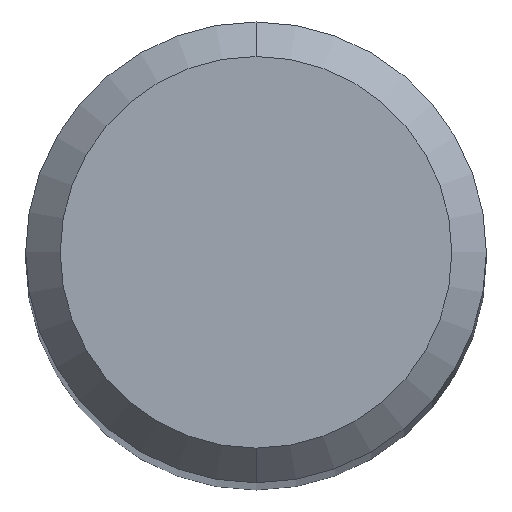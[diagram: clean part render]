
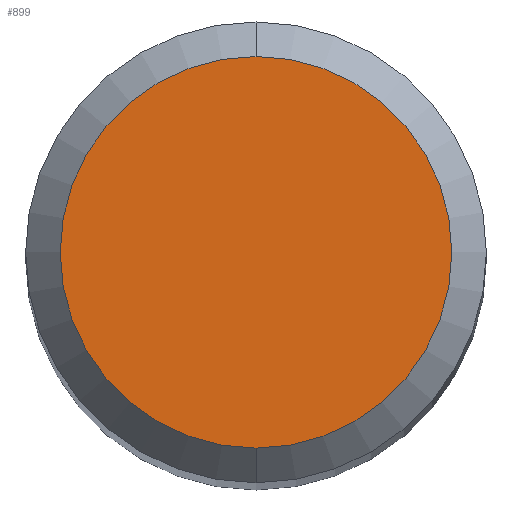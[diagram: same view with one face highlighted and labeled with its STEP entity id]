
A CAD part, top view. The second image highlights one B-rep face of the part: STEP entity #899.
In plain terms, the highlighted planar face has unit normal (0, 0, 1).
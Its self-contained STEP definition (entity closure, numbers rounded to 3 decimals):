
#899=ADVANCED_FACE('',(#1764),#1765,.T.);
#931=VERTEX_POINT('',#1799);
#1105=EDGE_CURVE('',#931,#1199,#1991,.T.);
#1137=EDGE_CURVE('',#1199,#931,#2028,.T.);
#1199=VERTEX_POINT('',#2094);
#1764=FACE_OUTER_BOUND('',#4220,.T.);
#1765=PLANE('',#4221);
#1799=CARTESIAN_POINT('',(0.,-1.7,0.0));
#1991=CIRCLE('',#5052,1.7);
#2028=CIRCLE('',#5244,1.7);
#2094=CARTESIAN_POINT('',(0.0,1.7,0.0));
#4220=EDGE_LOOP('',(#6206,#6207));
#4221=AXIS2_PLACEMENT_3D('',#6208,#6209,#6210);
#5052=AXIS2_PLACEMENT_3D('',#6496,#6497,#6498);
#5244=AXIS2_PLACEMENT_3D('',#6556,#6557,#6558);
#6206=ORIENTED_EDGE('',*,*,#1137,.F.);
#6207=ORIENTED_EDGE('',*,*,#1105,.F.);
#6208=CARTESIAN_POINT('',(0.0,0.85,0.0));
#6209=DIRECTION('',(-0.0,0.0,1.0));
#6210=DIRECTION('',(0.0,-1.0,0.0));
#6496=CARTESIAN_POINT('',(0.0,0.0,0.0));
#6497=DIRECTION('',(0.0,0.0,-1.0));
#6498=DIRECTION('',(0.0,1.0,0.0));
#6556=CARTESIAN_POINT('',(0.0,0.0,0.0));
#6557=DIRECTION('',(0.0,0.0,-1.0));
#6558=DIRECTION('',(0.0,1.0,0.0));
